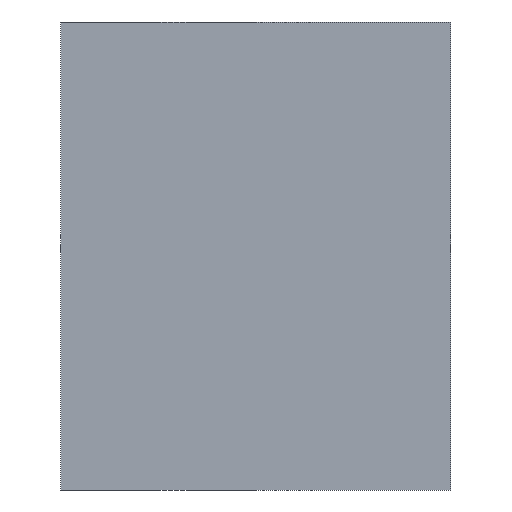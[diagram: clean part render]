
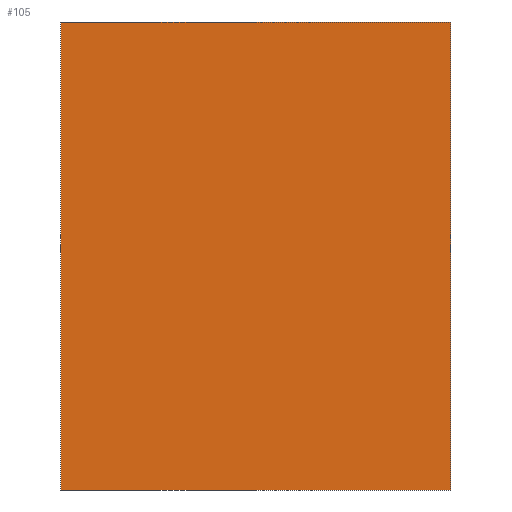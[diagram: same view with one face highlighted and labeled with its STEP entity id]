
A CAD part, left-side view. The second image highlights one B-rep face of the part: STEP entity #105.
In plain terms, the highlighted planar face has unit normal (-1, 0, 0).
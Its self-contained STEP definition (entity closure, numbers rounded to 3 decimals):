
#2 = DIRECTION ( 'NONE',  ( 0., 0., -1. ) ) ;
#26 = PLANE ( 'NONE',  #147 ) ;
#31 = EDGE_CURVE ( 'NONE', #157, #68, #133, .T. ) ;
#33 = VECTOR ( 'NONE', #161, 1000. ) ;
#34 = ORIENTED_EDGE ( 'NONE', *, *, #176, .F. ) ;
#35 = EDGE_CURVE ( 'NONE', #68, #92, #187, .T. ) ;
#50 = EDGE_LOOP ( 'NONE', ( #169, #34, #179, #99 ) ) ;
#66 = CARTESIAN_POINT ( 'NONE',  ( 0., 0., 0.9 ) ) ;
#68 = VERTEX_POINT ( 'NONE', #135 ) ;
#75 = FACE_OUTER_BOUND ( 'NONE', #50, .T. ) ;
#76 = VERTEX_POINT ( 'NONE', #236 ) ;
#82 = LINE ( 'NONE', #104, #33 ) ;
#87 = CARTESIAN_POINT ( 'NONE',  ( 0., 0., 0.9 ) ) ;
#88 = CARTESIAN_POINT ( 'NONE',  ( 0., 0., 0. ) ) ;
#92 = VERTEX_POINT ( 'NONE', #129 ) ;
#99 = ORIENTED_EDGE ( 'NONE', *, *, #31, .T. ) ;
#101 = CARTESIAN_POINT ( 'NONE',  ( 0., 0.75, 0.9 ) ) ;
#104 = CARTESIAN_POINT ( 'NONE',  ( 0., 0., 0.9 ) ) ;
#105 = ADVANCED_FACE ( 'NONE', ( #75 ), #26, .F. ) ;
#118 = DIRECTION ( 'NONE',  ( 0., -1., 0. ) ) ;
#129 = CARTESIAN_POINT ( 'NONE',  ( 0., 0., 0. ) ) ;
#133 = LINE ( 'NONE', #101, #229 ) ;
#135 = CARTESIAN_POINT ( 'NONE',  ( 0., 0.75, 0. ) ) ;
#136 = EDGE_CURVE ( 'NONE', #157, #76, #82, .T. ) ;
#147 = AXIS2_PLACEMENT_3D ( 'NONE', #66, #175, #199 ) ;
#148 = VECTOR ( 'NONE', #225, 1000. ) ;
#157 = VERTEX_POINT ( 'NONE', #192 ) ;
#161 = DIRECTION ( 'NONE',  ( 0., -1., 0. ) ) ;
#169 = ORIENTED_EDGE ( 'NONE', *, *, #35, .T. ) ;
#175 = DIRECTION ( 'NONE',  ( 1., 0., 0. ) ) ;
#176 = EDGE_CURVE ( 'NONE', #76, #92, #186, .T. ) ;
#178 = VECTOR ( 'NONE', #118, 1000. ) ;
#179 = ORIENTED_EDGE ( 'NONE', *, *, #136, .F. ) ;
#186 = LINE ( 'NONE', #87, #148 ) ;
#187 = LINE ( 'NONE', #88, #178 ) ;
#192 = CARTESIAN_POINT ( 'NONE',  ( 0., 0.75, 0.9 ) ) ;
#199 = DIRECTION ( 'NONE',  ( 0., 0., -1. ) ) ;
#225 = DIRECTION ( 'NONE',  ( 0., 0., -1. ) ) ;
#229 = VECTOR ( 'NONE', #2, 1000. ) ;
#236 = CARTESIAN_POINT ( 'NONE',  ( 0., 0., 0.9 ) ) ;
